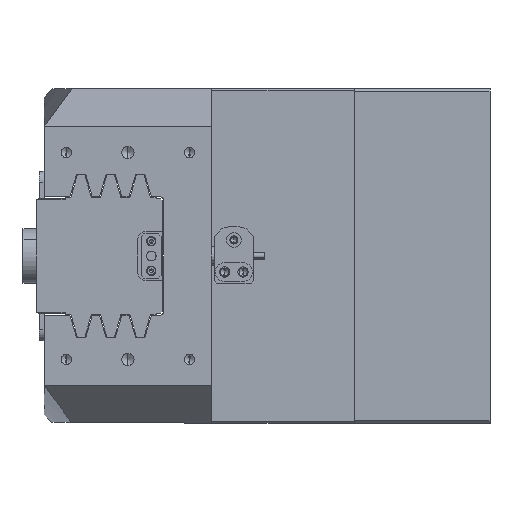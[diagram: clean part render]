
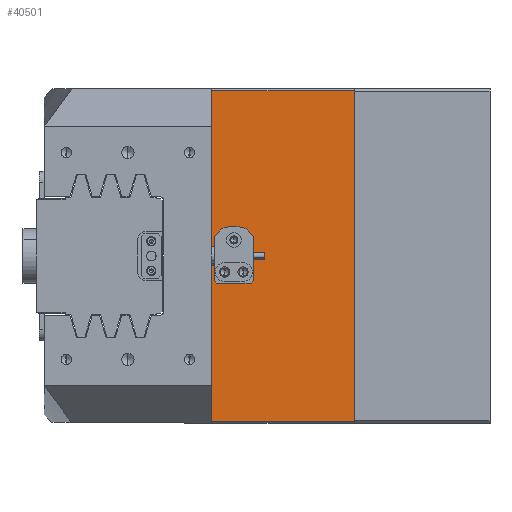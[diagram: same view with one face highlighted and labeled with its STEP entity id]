
A CAD part, left-side view. The second image highlights one B-rep face of the part: STEP entity #40501.
In plain terms, the highlighted planar face has unit normal (-1, 0, 0).
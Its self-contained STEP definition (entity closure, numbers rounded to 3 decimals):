
#271 = CIRCLE ( 'NONE', #21024, 1.65 ) ;
#494 = ORIENTED_EDGE ( 'NONE', *, *, #3106, .T. ) ;
#653 = VERTEX_POINT ( 'NONE', #19577 ) ;
#721 = EDGE_LOOP ( 'NONE', ( #23319, #31278 ) ) ;
#741 = DIRECTION ( 'NONE',  ( 0., 0., 1. ) ) ;
#1179 = DIRECTION ( 'NONE',  ( 0., 0., 1. ) ) ;
#1425 = CARTESIAN_POINT ( 'NONE',  ( -109., -24.75, -4.85 ) ) ;
#1707 = CIRCLE ( 'NONE', #7865, 1.25 ) ;
#2072 = EDGE_CURVE ( 'NONE', #8286, #34765, #1707, .T. ) ;
#3106 = EDGE_CURVE ( 'NONE', #14588, #9473, #35159, .T. ) ;
#3188 = EDGE_CURVE ( 'NONE', #32035, #31199, #39961, .T. ) ;
#3768 = CARTESIAN_POINT ( 'NONE',  ( -109., -32.25, -6.5 ) ) ;
#5581 = VECTOR ( 'NONE', #34490, 1000. ) ;
#5894 = VECTOR ( 'NONE', #13740, 1000. ) ;
#6087 = DIRECTION ( 'NONE',  ( 0., -1., 0. ) ) ;
#6416 = CARTESIAN_POINT ( 'NONE',  ( -109., -19.5, 67. ) ) ;
#6742 = CARTESIAN_POINT ( 'NONE',  ( -109., -77.5, 68. ) ) ;
#7321 = EDGE_LOOP ( 'NONE', ( #494, #23334, #33804, #26346 ) ) ;
#7358 = EDGE_LOOP ( 'NONE', ( #32310, #13754 ) ) ;
#7865 = AXIS2_PLACEMENT_3D ( 'NONE', #32802, #42620, #12429 ) ;
#8286 = VERTEX_POINT ( 'NONE', #22074 ) ;
#9099 = CARTESIAN_POINT ( 'NONE',  ( -109., -28.5, 7.75 ) ) ;
#9473 = VERTEX_POINT ( 'NONE', #41897 ) ;
#9746 = FACE_BOUND ( 'NONE', #721, .T. ) ;
#11081 = EDGE_CURVE ( 'NONE', #653, #42467, #13060, .T. ) ;
#11839 = AXIS2_PLACEMENT_3D ( 'NONE', #6742, #30711, #20566 ) ;
#12370 = EDGE_LOOP ( 'NONE', ( #31583, #35804 ) ) ;
#12429 = DIRECTION ( 'NONE',  ( 0., 0., 1. ) ) ;
#13060 = LINE ( 'NONE', #30810, #5581 ) ;
#13740 = DIRECTION ( 'NONE',  ( 0., 0., -1. ) ) ;
#13754 = ORIENTED_EDGE ( 'NONE', *, *, #19915, .F. ) ;
#14037 = DIRECTION ( 'NONE',  ( -1., 0., 0. ) ) ;
#14202 = VECTOR ( 'NONE', #6087, 1000. ) ;
#14588 = VERTEX_POINT ( 'NONE', #6416 ) ;
#14839 = CARTESIAN_POINT ( 'NONE',  ( -109., -32.25, -4.85 ) ) ;
#16941 = AXIS2_PLACEMENT_3D ( 'NONE', #21266, #31812, #1179 ) ;
#17326 = DIRECTION ( 'NONE',  ( -1., 0., 0. ) ) ;
#17588 = CARTESIAN_POINT ( 'NONE',  ( -109., -24.75, -6.5 ) ) ;
#17834 = CARTESIAN_POINT ( 'NONE',  ( -109., -24.75, -6.5 ) ) ;
#18244 = FACE_BOUND ( 'NONE', #7358, .T. ) ;
#19520 = CARTESIAN_POINT ( 'NONE',  ( -109., -32.25, -8.15 ) ) ;
#19577 = CARTESIAN_POINT ( 'NONE',  ( -109., -77.5, 67. ) ) ;
#19915 = EDGE_CURVE ( 'NONE', #43917, #37611, #271, .T. ) ;
#20323 = EDGE_CURVE ( 'NONE', #653, #14588, #39297, .T. ) ;
#20566 = DIRECTION ( 'NONE',  ( 0., 0., -1. ) ) ;
#20712 = CARTESIAN_POINT ( 'NONE',  ( -109., -28.5, 6.5 ) ) ;
#21024 = AXIS2_PLACEMENT_3D ( 'NONE', #17834, #41568, #21207 ) ;
#21207 = DIRECTION ( 'NONE',  ( 0., 0., 1. ) ) ;
#21266 = CARTESIAN_POINT ( 'NONE',  ( -109., -32.25, -6.5 ) ) ;
#22074 = CARTESIAN_POINT ( 'NONE',  ( -109., -28.5, 5.25 ) ) ;
#22275 = AXIS2_PLACEMENT_3D ( 'NONE', #17588, #24711, #741 ) ;
#23319 = ORIENTED_EDGE ( 'NONE', *, *, #3188, .F. ) ;
#23334 = ORIENTED_EDGE ( 'NONE', *, *, #29868, .T. ) ;
#24391 = CIRCLE ( 'NONE', #38507, 1.25 ) ;
#24711 = DIRECTION ( 'NONE',  ( -1., 0., 0. ) ) ;
#25317 = CARTESIAN_POINT ( 'NONE',  ( -109., -77.5, -67. ) ) ;
#26346 = ORIENTED_EDGE ( 'NONE', *, *, #20323, .T. ) ;
#27304 = PLANE ( 'NONE',  #11839 ) ;
#28125 = VECTOR ( 'NONE', #35880, 1000. ) ;
#29425 = FACE_OUTER_BOUND ( 'NONE', #7321, .T. ) ;
#29868 = EDGE_CURVE ( 'NONE', #9473, #42467, #44003, .T. ) ;
#30711 = DIRECTION ( 'NONE',  ( 1., 0., 0. ) ) ;
#30714 = CARTESIAN_POINT ( 'NONE',  ( -109., -24.75, -8.15 ) ) ;
#30810 = CARTESIAN_POINT ( 'NONE',  ( -109., -77.5, 68. ) ) ;
#31199 = VERTEX_POINT ( 'NONE', #19520 ) ;
#31278 = ORIENTED_EDGE ( 'NONE', *, *, #39766, .F. ) ;
#31583 = ORIENTED_EDGE ( 'NONE', *, *, #39220, .F. ) ;
#31812 = DIRECTION ( 'NONE',  ( -1., 0., 0. ) ) ;
#32035 = VERTEX_POINT ( 'NONE', #14839 ) ;
#32310 = ORIENTED_EDGE ( 'NONE', *, *, #37061, .F. ) ;
#32802 = CARTESIAN_POINT ( 'NONE',  ( -109., -28.5, 6.5 ) ) ;
#33061 = CIRCLE ( 'NONE', #22275, 1.65 ) ;
#33264 = CARTESIAN_POINT ( 'NONE',  ( -109., -19.5, 68. ) ) ;
#33804 = ORIENTED_EDGE ( 'NONE', *, *, #11081, .F. ) ;
#34370 = AXIS2_PLACEMENT_3D ( 'NONE', #3768, #14037, #40943 ) ;
#34490 = DIRECTION ( 'NONE',  ( 0., 0., -1. ) ) ;
#34765 = VERTEX_POINT ( 'NONE', #9099 ) ;
#35159 = LINE ( 'NONE', #33264, #5894 ) ;
#35804 = ORIENTED_EDGE ( 'NONE', *, *, #2072, .F. ) ;
#35880 = DIRECTION ( 'NONE',  ( 0., 1., 0. ) ) ;
#36025 = CARTESIAN_POINT ( 'NONE',  ( -109., -77.5, 67. ) ) ;
#37061 = EDGE_CURVE ( 'NONE', #37611, #43917, #33061, .T. ) ;
#37379 = DIRECTION ( 'NONE',  ( 0., 0., 1. ) ) ;
#37611 = VERTEX_POINT ( 'NONE', #1425 ) ;
#38507 = AXIS2_PLACEMENT_3D ( 'NONE', #20712, #17326, #37379 ) ;
#39220 = EDGE_CURVE ( 'NONE', #34765, #8286, #24391, .T. ) ;
#39297 = LINE ( 'NONE', #36025, #28125 ) ;
#39702 = CARTESIAN_POINT ( 'NONE',  ( -109., -77.5, -67. ) ) ;
#39732 = CIRCLE ( 'NONE', #16941, 1.65 ) ;
#39766 = EDGE_CURVE ( 'NONE', #31199, #32035, #39732, .T. ) ;
#39961 = CIRCLE ( 'NONE', #34370, 1.65 ) ;
#40501 = ADVANCED_FACE ( 'NONE', ( #40582, #18244, #9746, #29425 ), #27304, .F. ) ;
#40582 = FACE_BOUND ( 'NONE', #12370, .T. ) ;
#40943 = DIRECTION ( 'NONE',  ( 0., 0., 1. ) ) ;
#41568 = DIRECTION ( 'NONE',  ( -1., 0., 0. ) ) ;
#41897 = CARTESIAN_POINT ( 'NONE',  ( -109., -19.5, -67. ) ) ;
#42467 = VERTEX_POINT ( 'NONE', #25317 ) ;
#42620 = DIRECTION ( 'NONE',  ( -1., 0., 0. ) ) ;
#43917 = VERTEX_POINT ( 'NONE', #30714 ) ;
#44003 = LINE ( 'NONE', #39702, #14202 ) ;
